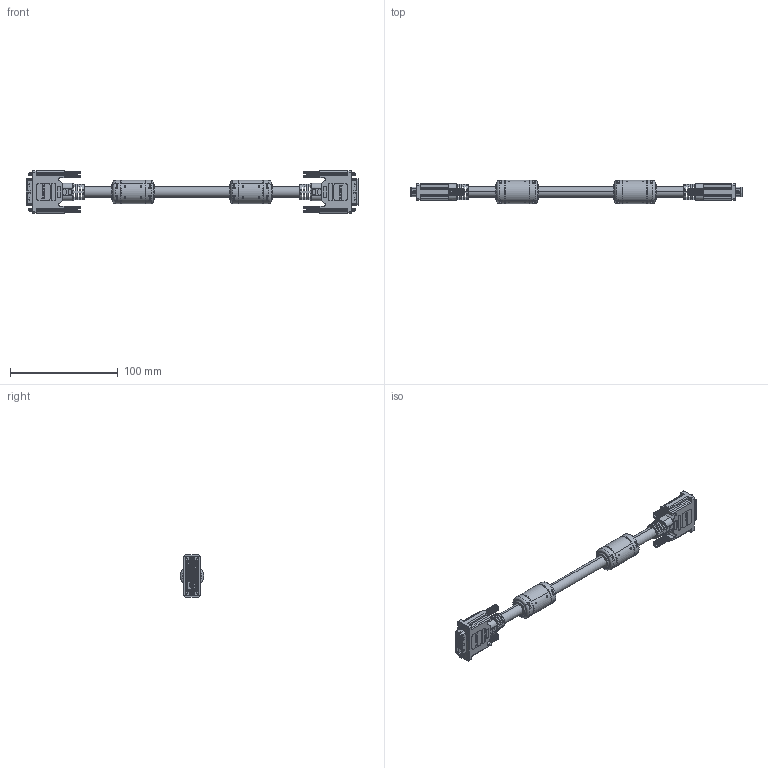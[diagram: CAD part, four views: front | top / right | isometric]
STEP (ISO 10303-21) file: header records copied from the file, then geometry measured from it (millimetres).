
FILE_DESCRIPTION (( 'STEP AP214' ), '1' );
FILE_NAME ('CTLDVI-I-MM.STEP', '2018-08-02T20:21:47', ( '' ), ( '' ), 'SwSTEP 2.0', 'SolidWorks 2017', '' );
FILE_SCHEMA (( 'AUTOMOTIVE_DESIGN' ));
Length unit declared in the file: inch
Products named in the file (9): 1AH01-010___; 1AM07-033; 1AJ01-018___; DVI-I(24+5 )CABLELINE; MTN-228; 1AJ06-083; DVI-I(24+5)M ASSEMBLY; CTLDVI-I-MM; MTN-285___
Assembly tree (11 placements, depth 3):
  CTLDVI-I-MM
    DVI-I(24+5 )CABLELINE
    DVI-I(24+5)M ASSEMBLY  x2
      1AH01-010___
      MTN-285___
      1AJ01-018___
      1AM07-033
      1AJ06-083
    MTN-228  x2
Bounding box: 307.7 x 21.51 x 39 mm (x, y, z)
Volume: 55465.8 mm3; surface area: 57396.2 mm2
Topology: 21 solids, 21 shells, 5252 faces, 13476 edges, 8494 vertices
Faces by surface type: plane 3060, cylinder 1300, bspline 656, torus 104, cone 68, sphere 64
Entity records: 91764 total; most frequent: CARTESIAN_POINT 25604, ORIENTED_EDGE 12490, DIRECTION 10877, EDGE_CURVE 6245, VECTOR 4281, LINE 4281, VERTEX_POINT 3944, AXIS2_PLACEMENT_3D 3298
